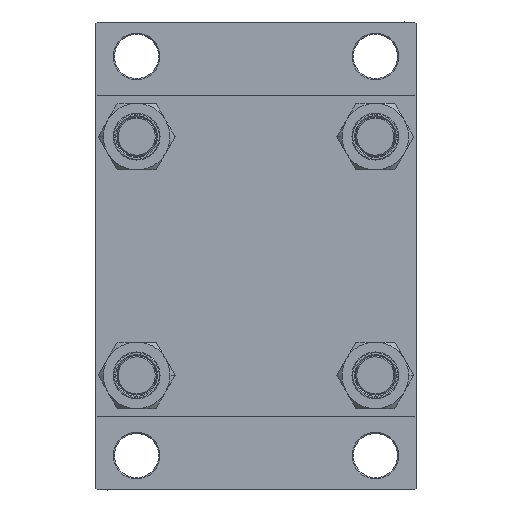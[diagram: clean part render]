
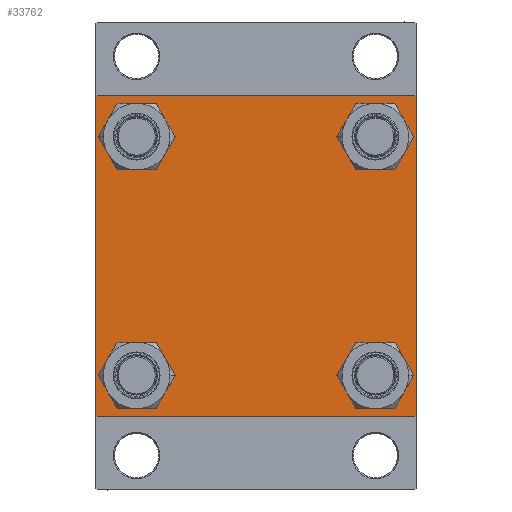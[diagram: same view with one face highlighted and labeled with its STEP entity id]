
A CAD part, left-side view. The second image highlights one B-rep face of the part: STEP entity #33762.
In plain terms, the highlighted planar face has unit normal (-1, 0, 0).
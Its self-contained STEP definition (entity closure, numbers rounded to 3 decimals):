
#780 = AXIS2_PLACEMENT_3D ( 'NONE', #21922, #44562, #18999 ) ;
#1110 = LINE ( 'NONE', #38034, #38057 ) ;
#1117 = DIRECTION ( 'NONE',  ( 0., -0.707, 0.707 ) ) ;
#1291 = ORIENTED_EDGE ( 'NONE', *, *, #36929, .T. ) ;
#1301 = CARTESIAN_POINT ( 'NONE',  ( 0., -64.75, 64.75 ) ) ;
#2114 = CARTESIAN_POINT ( 'NONE',  ( 0., 65., -64.5 ) ) ;
#2120 = EDGE_CURVE ( 'NONE', #25150, #13974, #2350, .T. ) ;
#2187 = DIRECTION ( 'NONE',  ( 0., 0., 1. ) ) ;
#2350 = LINE ( 'NONE', #24104, #40350 ) ;
#2922 = DIRECTION ( 'NONE',  ( 0., 0., 1. ) ) ;
#3281 = DIRECTION ( 'NONE',  ( -1., 0., 0. ) ) ;
#3746 = CARTESIAN_POINT ( 'NONE',  ( 0., -48.45, 39.95 ) ) ;
#3778 = VECTOR ( 'NONE', #1117, 1000. ) ;
#3889 = DIRECTION ( 'NONE',  ( 0., -0.707, -0.707 ) ) ;
#4713 = CARTESIAN_POINT ( 'NONE',  ( 0., -48.45, -48.45 ) ) ;
#5425 = CARTESIAN_POINT ( 'NONE',  ( 0., -48.45, -39.95 ) ) ;
#5657 = DIRECTION ( 'NONE',  ( 1., 0., 0. ) ) ;
#6426 = CARTESIAN_POINT ( 'NONE',  ( 0., 64.75, 64.75 ) ) ;
#6651 = CARTESIAN_POINT ( 'NONE',  ( 0., 65., -65. ) ) ;
#6953 = ORIENTED_EDGE ( 'NONE', *, *, #19678, .T. ) ;
#7129 = DIRECTION ( 'NONE',  ( 0., -1., 0. ) ) ;
#7874 = FACE_BOUND ( 'NONE', #30343, .T. ) ;
#8146 = CIRCLE ( 'NONE', #16626, 8.5 ) ;
#8231 = ORIENTED_EDGE ( 'NONE', *, *, #11184, .T. ) ;
#8694 = VECTOR ( 'NONE', #43162, 1000. ) ;
#8931 = ORIENTED_EDGE ( 'NONE', *, *, #2120, .T. ) ;
#9160 = CARTESIAN_POINT ( 'NONE',  ( 0., 48.45, 56.95 ) ) ;
#9698 = CARTESIAN_POINT ( 'NONE',  ( 0., 48.45, -48.45 ) ) ;
#10346 = CARTESIAN_POINT ( 'NONE',  ( 0., -64.5, 65. ) ) ;
#10486 = EDGE_CURVE ( 'NONE', #31131, #13965, #29102, .T. ) ;
#10491 = CIRCLE ( 'NONE', #19010, 8.5 ) ;
#10791 = FACE_OUTER_BOUND ( 'NONE', #40881, .T. ) ;
#11184 = EDGE_CURVE ( 'NONE', #13974, #44404, #36964, .T. ) ;
#11325 = AXIS2_PLACEMENT_3D ( 'NONE', #42348, #5657, #17277 ) ;
#12095 = VERTEX_POINT ( 'NONE', #37369 ) ;
#12853 = DIRECTION ( 'NONE',  ( 1., 0., 0. ) ) ;
#13267 = CIRCLE ( 'NONE', #32523, 8.5 ) ;
#13519 = ORIENTED_EDGE ( 'NONE', *, *, #42184, .F. ) ;
#13965 = VERTEX_POINT ( 'NONE', #31593 ) ;
#13974 = VERTEX_POINT ( 'NONE', #2114 ) ;
#14737 = DIRECTION ( 'NONE',  ( 1., 0., 0. ) ) ;
#14898 = CARTESIAN_POINT ( 'NONE',  ( 0., -65., -64.5 ) ) ;
#15681 = ORIENTED_EDGE ( 'NONE', *, *, #44978, .T. ) ;
#16032 = AXIS2_PLACEMENT_3D ( 'NONE', #17879, #14737, #29668 ) ;
#16325 = EDGE_CURVE ( 'NONE', #46131, #24503, #8146, .T. ) ;
#16626 = AXIS2_PLACEMENT_3D ( 'NONE', #4713, #30561, #42118 ) ;
#16967 = CIRCLE ( 'NONE', #780, 8.5 ) ;
#17085 = ORIENTED_EDGE ( 'NONE', *, *, #17702, .T. ) ;
#17277 = DIRECTION ( 'NONE',  ( 0., 0., 1. ) ) ;
#17702 = EDGE_CURVE ( 'NONE', #36186, #25150, #29588, .T. ) ;
#17879 = CARTESIAN_POINT ( 'NONE',  ( 0., 48.45, -48.45 ) ) ;
#17903 = AXIS2_PLACEMENT_3D ( 'NONE', #43726, #35992, #2922 ) ;
#17958 = CARTESIAN_POINT ( 'NONE',  ( 0., -48.45, -56.95 ) ) ;
#18208 = EDGE_CURVE ( 'NONE', #13965, #31131, #10491, .T. ) ;
#18287 = CARTESIAN_POINT ( 'NONE',  ( 0., -48.45, 56.95 ) ) ;
#18524 = FACE_BOUND ( 'NONE', #46862, .T. ) ;
#18658 = CIRCLE ( 'NONE', #17903, 8.5 ) ;
#18875 = ORIENTED_EDGE ( 'NONE', *, *, #40117, .F. ) ;
#18999 = DIRECTION ( 'NONE',  ( 0., 0., 1. ) ) ;
#19010 = AXIS2_PLACEMENT_3D ( 'NONE', #9698, #12853, #2187 ) ;
#19678 = EDGE_CURVE ( 'NONE', #23159, #12095, #32117, .T. ) ;
#19920 = LINE ( 'NONE', #1301, #29882 ) ;
#19963 = DIRECTION ( 'NONE',  ( 0., -1., 0. ) ) ;
#20009 = VERTEX_POINT ( 'NONE', #40584 ) ;
#21644 = EDGE_CURVE ( 'NONE', #20009, #46383, #19920, .T. ) ;
#21650 = LINE ( 'NONE', #6651, #47236 ) ;
#21922 = CARTESIAN_POINT ( 'NONE',  ( 0., -48.45, 48.45 ) ) ;
#22506 = VERTEX_POINT ( 'NONE', #3746 ) ;
#22626 = PLANE ( 'NONE',  #28628 ) ;
#22886 = LINE ( 'NONE', #26718, #3778 ) ;
#22911 = ORIENTED_EDGE ( 'NONE', *, *, #25717, .T. ) ;
#23159 = VERTEX_POINT ( 'NONE', #9160 ) ;
#24104 = CARTESIAN_POINT ( 'NONE',  ( 0., 65., 65. ) ) ;
#24168 = DIRECTION ( 'NONE',  ( 0., 0., 1. ) ) ;
#24503 = VERTEX_POINT ( 'NONE', #5425 ) ;
#25150 = VERTEX_POINT ( 'NONE', #30460 ) ;
#25267 = CARTESIAN_POINT ( 'NONE',  ( 0., 64.5, -65. ) ) ;
#25499 = DIRECTION ( 'NONE',  ( 0., 0.707, -0.707 ) ) ;
#25510 = DIRECTION ( 'NONE',  ( 0., 0., 1. ) ) ;
#25717 = EDGE_CURVE ( 'NONE', #40819, #35336, #22886, .T. ) ;
#26718 = CARTESIAN_POINT ( 'NONE',  ( 0., -64.75, -64.75 ) ) ;
#28255 = CARTESIAN_POINT ( 'NONE',  ( 0., -64.5, -65. ) ) ;
#28450 = LINE ( 'NONE', #35440, #8694 ) ;
#28628 = AXIS2_PLACEMENT_3D ( 'NONE', #44797, #3281, #25510 ) ;
#29102 = CIRCLE ( 'NONE', #16032, 8.5 ) ;
#29316 = ORIENTED_EDGE ( 'NONE', *, *, #33759, .T. ) ;
#29588 = LINE ( 'NONE', #6426, #32852 ) ;
#29668 = DIRECTION ( 'NONE',  ( 0., 0., 1. ) ) ;
#29882 = VECTOR ( 'NONE', #42549, 1000. ) ;
#30072 = DIRECTION ( 'NONE',  ( 1., 0., 0. ) ) ;
#30343 = EDGE_LOOP ( 'NONE', ( #6953, #29316 ) ) ;
#30460 = CARTESIAN_POINT ( 'NONE',  ( 0., 65., 64.5 ) ) ;
#30561 = DIRECTION ( 'NONE',  ( 1., 0., 0. ) ) ;
#30733 = EDGE_CURVE ( 'NONE', #22506, #32863, #16967, .T. ) ;
#31131 = VERTEX_POINT ( 'NONE', #41108 ) ;
#31593 = CARTESIAN_POINT ( 'NONE',  ( 0., 48.45, -56.95 ) ) ;
#32117 = CIRCLE ( 'NONE', #11325, 8.5 ) ;
#32523 = AXIS2_PLACEMENT_3D ( 'NONE', #35974, #43466, #24168 ) ;
#32852 = VECTOR ( 'NONE', #25499, 1000. ) ;
#32863 = VERTEX_POINT ( 'NONE', #18287 ) ;
#33459 = ORIENTED_EDGE ( 'NONE', *, *, #30733, .T. ) ;
#33759 = EDGE_CURVE ( 'NONE', #12095, #23159, #42485, .T. ) ;
#33762 = ADVANCED_FACE ( 'NONE', ( #47715, #18524, #37304, #7874, #10791 ), #22626, .T. ) ;
#35336 = VERTEX_POINT ( 'NONE', #14898 ) ;
#35440 = CARTESIAN_POINT ( 'NONE',  ( 0., -65., 65. ) ) ;
#35669 = DIRECTION ( 'NONE',  ( 0., 0., -1. ) ) ;
#35974 = CARTESIAN_POINT ( 'NONE',  ( 0., -48.45, -48.45 ) ) ;
#35992 = DIRECTION ( 'NONE',  ( 1., 0., 0. ) ) ;
#36186 = VERTEX_POINT ( 'NONE', #44025 ) ;
#36349 = DIRECTION ( 'NONE',  ( 0., 0., 1. ) ) ;
#36929 = EDGE_CURVE ( 'NONE', #44404, #40819, #21650, .T. ) ;
#36964 = LINE ( 'NONE', #40111, #42174 ) ;
#37165 = EDGE_LOOP ( 'NONE', ( #15681, #33459 ) ) ;
#37200 = ORIENTED_EDGE ( 'NONE', *, *, #18208, .T. ) ;
#37304 = FACE_BOUND ( 'NONE', #38360, .T. ) ;
#37308 = ORIENTED_EDGE ( 'NONE', *, *, #41919, .T. ) ;
#37369 = CARTESIAN_POINT ( 'NONE',  ( 0., 48.45, 39.95 ) ) ;
#37990 = ORIENTED_EDGE ( 'NONE', *, *, #16325, .T. ) ;
#38034 = CARTESIAN_POINT ( 'NONE',  ( 0., 65., 65. ) ) ;
#38057 = VECTOR ( 'NONE', #19963, 1000. ) ;
#38128 = ORIENTED_EDGE ( 'NONE', *, *, #10486, .T. ) ;
#38360 = EDGE_LOOP ( 'NONE', ( #38128, #37200 ) ) ;
#40111 = CARTESIAN_POINT ( 'NONE',  ( 0., 64.75, -64.75 ) ) ;
#40117 = EDGE_CURVE ( 'NONE', #36186, #46383, #1110, .T. ) ;
#40350 = VECTOR ( 'NONE', #35669, 1000. ) ;
#40584 = CARTESIAN_POINT ( 'NONE',  ( 0., -65., 64.5 ) ) ;
#40819 = VERTEX_POINT ( 'NONE', #28255 ) ;
#40881 = EDGE_LOOP ( 'NONE', ( #8931, #8231, #1291, #22911, #13519, #45958, #18875, #17085 ) ) ;
#41108 = CARTESIAN_POINT ( 'NONE',  ( 0., 48.45, -39.95 ) ) ;
#41919 = EDGE_CURVE ( 'NONE', #24503, #46131, #13267, .T. ) ;
#42118 = DIRECTION ( 'NONE',  ( 0., 0., 1. ) ) ;
#42174 = VECTOR ( 'NONE', #3889, 1000. ) ;
#42184 = EDGE_CURVE ( 'NONE', #20009, #35336, #28450, .T. ) ;
#42348 = CARTESIAN_POINT ( 'NONE',  ( 0., 48.45, 48.45 ) ) ;
#42485 = CIRCLE ( 'NONE', #47123, 8.5 ) ;
#42549 = DIRECTION ( 'NONE',  ( 0., 0.707, 0.707 ) ) ;
#43162 = DIRECTION ( 'NONE',  ( 0., 0., -1. ) ) ;
#43466 = DIRECTION ( 'NONE',  ( 1., 0., 0. ) ) ;
#43726 = CARTESIAN_POINT ( 'NONE',  ( 0., -48.45, 48.45 ) ) ;
#44025 = CARTESIAN_POINT ( 'NONE',  ( 0., 64.5, 65. ) ) ;
#44404 = VERTEX_POINT ( 'NONE', #25267 ) ;
#44561 = CARTESIAN_POINT ( 'NONE',  ( 0., 48.45, 48.45 ) ) ;
#44562 = DIRECTION ( 'NONE',  ( 1., 0., 0. ) ) ;
#44797 = CARTESIAN_POINT ( 'NONE',  ( 0., 0., 0. ) ) ;
#44978 = EDGE_CURVE ( 'NONE', #32863, #22506, #18658, .T. ) ;
#45958 = ORIENTED_EDGE ( 'NONE', *, *, #21644, .T. ) ;
#46131 = VERTEX_POINT ( 'NONE', #17958 ) ;
#46383 = VERTEX_POINT ( 'NONE', #10346 ) ;
#46862 = EDGE_LOOP ( 'NONE', ( #37308, #37990 ) ) ;
#47123 = AXIS2_PLACEMENT_3D ( 'NONE', #44561, #30072, #36349 ) ;
#47236 = VECTOR ( 'NONE', #7129, 1000. ) ;
#47715 = FACE_BOUND ( 'NONE', #37165, .T. ) ;
